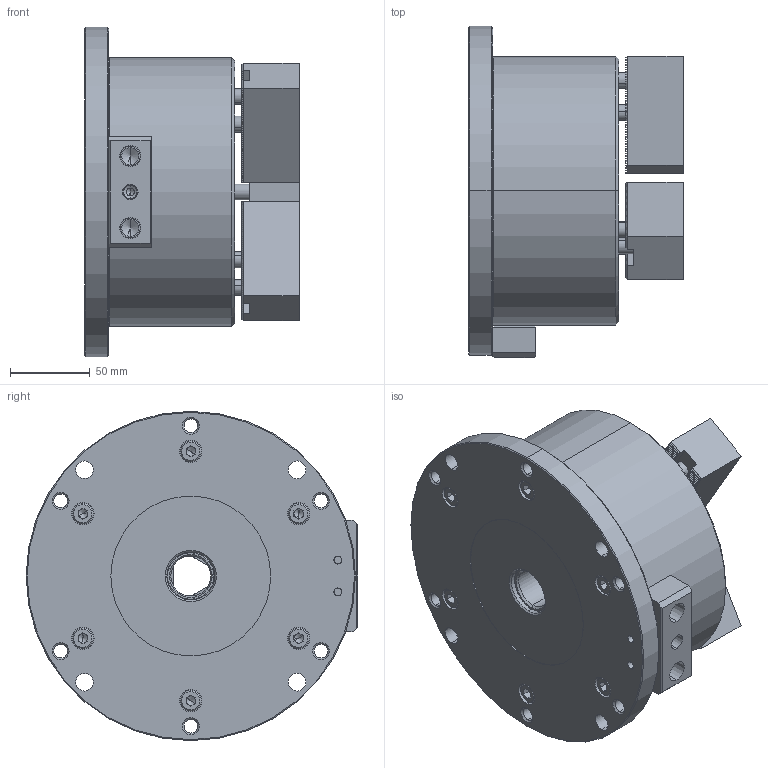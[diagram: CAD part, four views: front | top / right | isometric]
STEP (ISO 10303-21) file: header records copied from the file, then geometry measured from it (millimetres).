
FILE_DESCRIPTION (( 'STEP AP203' ), '1' );
FILE_NAME ('SP-306.STEP', '2017-01-13T09:47:43', ( 'temp' ), ( '' ), 'SwSTEP 2.0', 'SolidWorks 2016', '' );
FILE_SCHEMA (( 'CONFIG_CONTROL_DESIGN' ));
Length unit declared in the file: millimetre
Products named in the file (10): 圓頭內六角螺栓_M8x20; 圓頭內六角螺栓_M6x30; SP-306-01000; SP-306; SP-306-06000; SP-306-07000; SU-308-07000; SJ-06; 圓頭內六角螺栓_M10x25; 圓頭內六角螺栓_M5x10
Assembly tree (24 placements, depth 2):
  SP-306
    SP-306-01000
    SP-306-06000
    SP-306-07000
    SU-308-07000
    SJ-06  x3
    圓頭內六角螺栓_M10x25  x6
    圓頭內六角螺栓_M5x10  x3
    圓頭內六角螺栓_M8x20  x6
    圓頭內六角螺栓_M6x30  x2
Bounding box: 134.25 x 207.5 x 206 mm (x, y, z)
Volume: 1967165 mm3; surface area: 297684.6 mm2
Topology: 24 solids, 24 shells, 1959 faces, 5324 edges, 3418 vertices
Faces by surface type: plane 1225, cylinder 522, cone 206, torus 6
Entity records: 25864 total; most frequent: CARTESIAN_POINT 4832, ORIENTED_EDGE 4148, DIRECTION 3982, EDGE_CURVE 2074, VECTOR 1432, LINE 1432, VERTEX_POINT 1341, AXIS2_PLACEMENT_3D 1275
